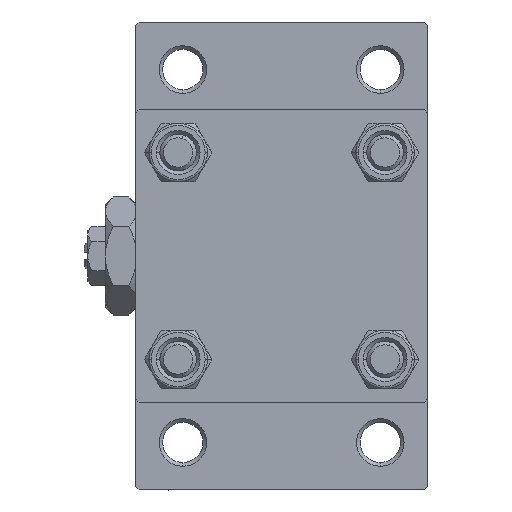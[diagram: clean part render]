
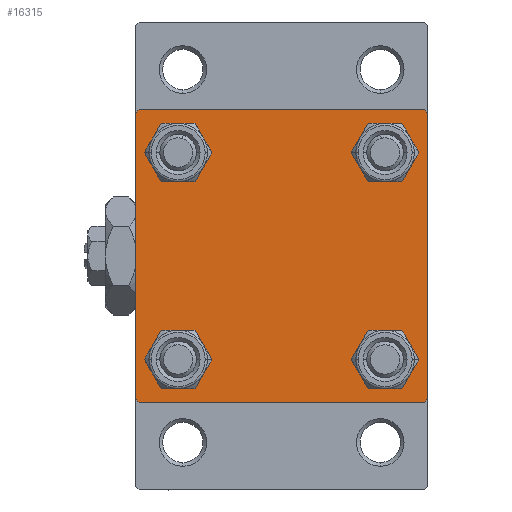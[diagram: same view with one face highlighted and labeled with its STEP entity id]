
A CAD part, left-side view. The second image highlights one B-rep face of the part: STEP entity #16315.
In plain terms, the highlighted planar face has unit normal (-1, 0, 0).
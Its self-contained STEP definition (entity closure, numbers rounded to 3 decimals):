
#66 = EDGE_CURVE ( 'NONE', #21237, #11556, #5439, .T. ) ;
#899 = AXIS2_PLACEMENT_3D ( 'NONE', #20410, #35505, #35747 ) ;
#1597 = DIRECTION ( 'NONE',  ( 0., 0.707, 0.707 ) ) ;
#1973 = ORIENTED_EDGE ( 'NONE', *, *, #37612, .F. ) ;
#2273 = CARTESIAN_POINT ( 'NONE',  ( 0., -14.15, 17.15 ) ) ;
#2351 = EDGE_LOOP ( 'NONE', ( #44760, #34090 ) ) ;
#2531 = DIRECTION ( 'NONE',  ( 1., 0., 0. ) ) ;
#2660 = VERTEX_POINT ( 'NONE', #42881 ) ;
#3158 = EDGE_LOOP ( 'NONE', ( #13042, #4140 ) ) ;
#3659 = DIRECTION ( 'NONE',  ( 0., 0., 1. ) ) ;
#3836 = VERTEX_POINT ( 'NONE', #20621 ) ;
#3904 = DIRECTION ( 'NONE',  ( 1., 0., 0. ) ) ;
#4140 = ORIENTED_EDGE ( 'NONE', *, *, #16639, .T. ) ;
#4603 = EDGE_CURVE ( 'NONE', #2660, #48238, #28399, .T. ) ;
#4826 = CIRCLE ( 'NONE', #28647, 3. ) ;
#5215 = CARTESIAN_POINT ( 'NONE',  ( 0., 20., 19.5 ) ) ;
#5439 = CIRCLE ( 'NONE', #16515, 3. ) ;
#5586 = CARTESIAN_POINT ( 'NONE',  ( 0., 14.15, -17.15 ) ) ;
#5850 = ORIENTED_EDGE ( 'NONE', *, *, #4603, .T. ) ;
#5964 = CARTESIAN_POINT ( 'NONE',  ( 0., -14.15, 14.15 ) ) ;
#6338 = EDGE_CURVE ( 'NONE', #48940, #45829, #9864, .T. ) ;
#6403 = VERTEX_POINT ( 'NONE', #39814 ) ;
#6705 = CARTESIAN_POINT ( 'NONE',  ( 0., 14.15, -11.15 ) ) ;
#6964 = FACE_BOUND ( 'NONE', #2351, .T. ) ;
#7240 = VECTOR ( 'NONE', #48373, 1000. ) ;
#8415 = DIRECTION ( 'NONE',  ( 0., 0., -1. ) ) ;
#8623 = EDGE_CURVE ( 'NONE', #38785, #48940, #44585, .T. ) ;
#9154 = CIRCLE ( 'NONE', #43156, 3. ) ;
#9218 = AXIS2_PLACEMENT_3D ( 'NONE', #18533, #3904, #3659 ) ;
#9252 = ORIENTED_EDGE ( 'NONE', *, *, #43850, .T. ) ;
#9317 = EDGE_LOOP ( 'NONE', ( #5850, #9252 ) ) ;
#9406 = LINE ( 'NONE', #39604, #15468 ) ;
#9514 = VERTEX_POINT ( 'NONE', #10861 ) ;
#9864 = LINE ( 'NONE', #36347, #13391 ) ;
#9966 = CARTESIAN_POINT ( 'NONE',  ( 0., -14.15, -11.15 ) ) ;
#10068 = CARTESIAN_POINT ( 'NONE',  ( 0., -20., -19.5 ) ) ;
#10354 = EDGE_LOOP ( 'NONE', ( #32293, #30614, #30593, #16761, #32614, #42861, #1973, #27391 ) ) ;
#10861 = CARTESIAN_POINT ( 'NONE',  ( 0., -19.5, 20. ) ) ;
#11556 = VERTEX_POINT ( 'NONE', #2273 ) ;
#13042 = ORIENTED_EDGE ( 'NONE', *, *, #29426, .T. ) ;
#13240 = DIRECTION ( 'NONE',  ( 0., 0., 1. ) ) ;
#13391 = VECTOR ( 'NONE', #40552, 1000. ) ;
#14039 = EDGE_CURVE ( 'NONE', #27007, #25155, #42026, .T. ) ;
#14099 = EDGE_CURVE ( 'NONE', #11556, #21237, #26217, .T. ) ;
#14477 = CARTESIAN_POINT ( 'NONE',  ( 0., 20., 20. ) ) ;
#14591 = VECTOR ( 'NONE', #8415, 1000. ) ;
#14670 = VERTEX_POINT ( 'NONE', #10068 ) ;
#14984 = EDGE_CURVE ( 'NONE', #25155, #27007, #22263, .T. ) ;
#15027 = EDGE_CURVE ( 'NONE', #3836, #38785, #18415, .T. ) ;
#15468 = VECTOR ( 'NONE', #26449, 1000. ) ;
#16218 = CARTESIAN_POINT ( 'NONE',  ( 0., -14.15, 11.15 ) ) ;
#16306 = CARTESIAN_POINT ( 'NONE',  ( 0., -14.15, 14.15 ) ) ;
#16315 = ADVANCED_FACE ( 'NONE', ( #36935, #36436, #6964, #22073, #29726 ), #39482, .T. ) ;
#16515 = AXIS2_PLACEMENT_3D ( 'NONE', #16306, #31386, #42796 ) ;
#16639 = EDGE_CURVE ( 'NONE', #38354, #31575, #4826, .T. ) ;
#16713 = CARTESIAN_POINT ( 'NONE',  ( 0., 14.15, 14.15 ) ) ;
#16761 = ORIENTED_EDGE ( 'NONE', *, *, #47406, .T. ) ;
#16957 = CARTESIAN_POINT ( 'NONE',  ( 0., 0., 0. ) ) ;
#17512 = AXIS2_PLACEMENT_3D ( 'NONE', #16957, #27850, #13240 ) ;
#17623 = DIRECTION ( 'NONE',  ( 0., 0., 1. ) ) ;
#18415 = LINE ( 'NONE', #33247, #7240 ) ;
#18533 = CARTESIAN_POINT ( 'NONE',  ( 0., -14.15, -14.15 ) ) ;
#18803 = ORIENTED_EDGE ( 'NONE', *, *, #66, .T. ) ;
#19147 = CARTESIAN_POINT ( 'NONE',  ( 0., -14.15, -14.15 ) ) ;
#20410 = CARTESIAN_POINT ( 'NONE',  ( 0., 14.15, -14.15 ) ) ;
#20621 = CARTESIAN_POINT ( 'NONE',  ( 0., 19.5, 20. ) ) ;
#21019 = CARTESIAN_POINT ( 'NONE',  ( 0., 20., -20. ) ) ;
#21237 = VERTEX_POINT ( 'NONE', #16218 ) ;
#21604 = CARTESIAN_POINT ( 'NONE',  ( 0., 14.15, 14.15 ) ) ;
#22073 = FACE_BOUND ( 'NONE', #9317, .T. ) ;
#22263 = CIRCLE ( 'NONE', #899, 3. ) ;
#22852 = AXIS2_PLACEMENT_3D ( 'NONE', #21604, #2531, #40907 ) ;
#22869 = EDGE_CURVE ( 'NONE', #45829, #6403, #39835, .T. ) ;
#23010 = DIRECTION ( 'NONE',  ( 0., 0., -1. ) ) ;
#23093 = DIRECTION ( 'NONE',  ( 0., 0., 1. ) ) ;
#23331 = DIRECTION ( 'NONE',  ( 1., 0., 0. ) ) ;
#23558 = DIRECTION ( 'NONE',  ( 1., 0., 0. ) ) ;
#24019 = VECTOR ( 'NONE', #36126, 1000. ) ;
#24392 = LINE ( 'NONE', #43455, #30460 ) ;
#24556 = VERTEX_POINT ( 'NONE', #30752 ) ;
#25114 = DIRECTION ( 'NONE',  ( 0., 0., 1. ) ) ;
#25155 = VERTEX_POINT ( 'NONE', #5586 ) ;
#26217 = CIRCLE ( 'NONE', #46012, 3. ) ;
#26449 = DIRECTION ( 'NONE',  ( 0., -0.707, 0.707 ) ) ;
#26592 = CIRCLE ( 'NONE', #9218, 3. ) ;
#27007 = VERTEX_POINT ( 'NONE', #6705 ) ;
#27128 = VECTOR ( 'NONE', #43713, 1000. ) ;
#27391 = ORIENTED_EDGE ( 'NONE', *, *, #15027, .T. ) ;
#27691 = EDGE_LOOP ( 'NONE', ( #44770, #18803 ) ) ;
#27850 = DIRECTION ( 'NONE',  ( -1., 0., 0. ) ) ;
#28399 = CIRCLE ( 'NONE', #22852, 3. ) ;
#28647 = AXIS2_PLACEMENT_3D ( 'NONE', #19147, #23331, #23093 ) ;
#29426 = EDGE_CURVE ( 'NONE', #31575, #38354, #26592, .T. ) ;
#29726 = FACE_OUTER_BOUND ( 'NONE', #10354, .T. ) ;
#30460 = VECTOR ( 'NONE', #1597, 1000. ) ;
#30593 = ORIENTED_EDGE ( 'NONE', *, *, #22869, .T. ) ;
#30614 = ORIENTED_EDGE ( 'NONE', *, *, #6338, .T. ) ;
#30752 = CARTESIAN_POINT ( 'NONE',  ( 0., -20., 19.5 ) ) ;
#31386 = DIRECTION ( 'NONE',  ( 1., 0., 0. ) ) ;
#31575 = VERTEX_POINT ( 'NONE', #9966 ) ;
#32293 = ORIENTED_EDGE ( 'NONE', *, *, #8623, .T. ) ;
#32614 = ORIENTED_EDGE ( 'NONE', *, *, #41174, .F. ) ;
#32680 = DIRECTION ( 'NONE',  ( 1., 0., 0. ) ) ;
#33130 = CARTESIAN_POINT ( 'NONE',  ( 0., 14.15, 11.15 ) ) ;
#33247 = CARTESIAN_POINT ( 'NONE',  ( 0., 19.75, 19.75 ) ) ;
#33737 = CARTESIAN_POINT ( 'NONE',  ( 0., 20., -19.5 ) ) ;
#34090 = ORIENTED_EDGE ( 'NONE', *, *, #14984, .T. ) ;
#34449 = CARTESIAN_POINT ( 'NONE',  ( 0., 14.15, -14.15 ) ) ;
#35505 = DIRECTION ( 'NONE',  ( 1., 0., 0. ) ) ;
#35732 = VECTOR ( 'NONE', #23010, 1000. ) ;
#35747 = DIRECTION ( 'NONE',  ( 0., 0., 1. ) ) ;
#36126 = DIRECTION ( 'NONE',  ( 0., -1., 0. ) ) ;
#36347 = CARTESIAN_POINT ( 'NONE',  ( 0., 19.75, -19.75 ) ) ;
#36436 = FACE_BOUND ( 'NONE', #3158, .T. ) ;
#36570 = CARTESIAN_POINT ( 'NONE',  ( 0., -14.15, -17.15 ) ) ;
#36935 = FACE_BOUND ( 'NONE', #27691, .T. ) ;
#37612 = EDGE_CURVE ( 'NONE', #3836, #9514, #40480, .T. ) ;
#38354 = VERTEX_POINT ( 'NONE', #36570 ) ;
#38659 = DIRECTION ( 'NONE',  ( 0., 0., 1. ) ) ;
#38785 = VERTEX_POINT ( 'NONE', #5215 ) ;
#39482 = PLANE ( 'NONE',  #17512 ) ;
#39604 = CARTESIAN_POINT ( 'NONE',  ( 0., -19.75, -19.75 ) ) ;
#39814 = CARTESIAN_POINT ( 'NONE',  ( 0., -19.5, -20. ) ) ;
#39835 = LINE ( 'NONE', #21019, #24019 ) ;
#40480 = LINE ( 'NONE', #14477, #27128 ) ;
#40552 = DIRECTION ( 'NONE',  ( 0., -0.707, -0.707 ) ) ;
#40907 = DIRECTION ( 'NONE',  ( 0., 0., 1. ) ) ;
#41174 = EDGE_CURVE ( 'NONE', #24556, #14670, #42832, .T. ) ;
#42026 = CIRCLE ( 'NONE', #48356, 3. ) ;
#42080 = CARTESIAN_POINT ( 'NONE',  ( 0., 20., 20. ) ) ;
#42796 = DIRECTION ( 'NONE',  ( 0., 0., 1. ) ) ;
#42832 = LINE ( 'NONE', #46552, #14591 ) ;
#42861 = ORIENTED_EDGE ( 'NONE', *, *, #46990, .T. ) ;
#42881 = CARTESIAN_POINT ( 'NONE',  ( 0., 14.15, 17.15 ) ) ;
#43156 = AXIS2_PLACEMENT_3D ( 'NONE', #16713, #46678, #25114 ) ;
#43455 = CARTESIAN_POINT ( 'NONE',  ( 0., -19.75, 19.75 ) ) ;
#43713 = DIRECTION ( 'NONE',  ( 0., -1., 0. ) ) ;
#43850 = EDGE_CURVE ( 'NONE', #48238, #2660, #9154, .T. ) ;
#44585 = LINE ( 'NONE', #42080, #35732 ) ;
#44760 = ORIENTED_EDGE ( 'NONE', *, *, #14039, .T. ) ;
#44770 = ORIENTED_EDGE ( 'NONE', *, *, #14099, .T. ) ;
#45829 = VERTEX_POINT ( 'NONE', #46365 ) ;
#46012 = AXIS2_PLACEMENT_3D ( 'NONE', #5964, #32680, #17623 ) ;
#46365 = CARTESIAN_POINT ( 'NONE',  ( 0., 19.5, -20. ) ) ;
#46552 = CARTESIAN_POINT ( 'NONE',  ( 0., -20., 20. ) ) ;
#46678 = DIRECTION ( 'NONE',  ( 1., 0., 0. ) ) ;
#46990 = EDGE_CURVE ( 'NONE', #24556, #9514, #24392, .T. ) ;
#47406 = EDGE_CURVE ( 'NONE', #6403, #14670, #9406, .T. ) ;
#48238 = VERTEX_POINT ( 'NONE', #33130 ) ;
#48356 = AXIS2_PLACEMENT_3D ( 'NONE', #34449, #23558, #38659 ) ;
#48373 = DIRECTION ( 'NONE',  ( 0., 0.707, -0.707 ) ) ;
#48940 = VERTEX_POINT ( 'NONE', #33737 ) ;
